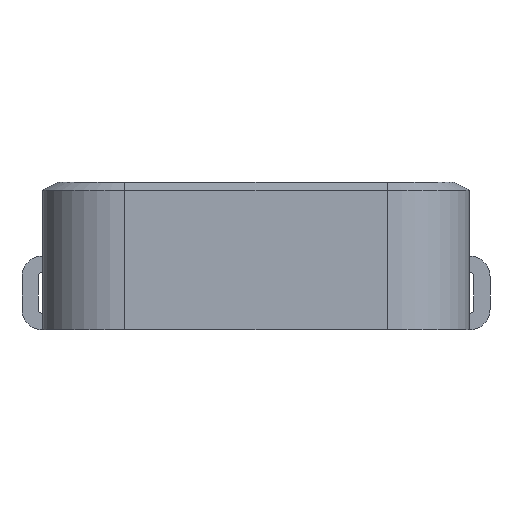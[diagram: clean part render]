
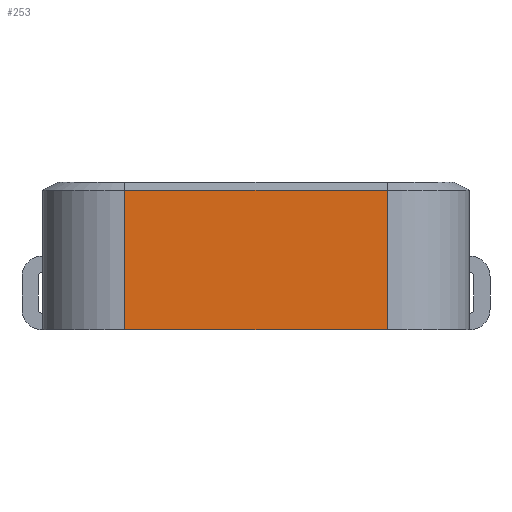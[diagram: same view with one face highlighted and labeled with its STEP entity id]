
A CAD part, front view. The second image highlights one B-rep face of the part: STEP entity #253.
In plain terms, the highlighted planar face has unit normal (0, -1, 0).
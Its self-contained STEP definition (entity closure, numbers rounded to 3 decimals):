
#253 = ADVANCED_FACE( '', ( #583 ), #584, .F. );
#583 = FACE_OUTER_BOUND( '', #1011, .T. );
#584 = PLANE( '', #1012 );
#1011 = EDGE_LOOP( '', ( #1627, #1628, #1629, #1630 ) );
#1012 = AXIS2_PLACEMENT_3D( '', #1631, #1632, #1633 );
#1627 = ORIENTED_EDGE( '', *, *, #2830, .T. );
#1628 = ORIENTED_EDGE( '', *, *, #2831, .T. );
#1629 = ORIENTED_EDGE( '', *, *, #2720, .T. );
#1630 = ORIENTED_EDGE( '', *, *, #2832, .T. );
#1631 = CARTESIAN_POINT( '', ( -2.6, -2.6, 1.8 ) );
#1632 = DIRECTION( '', ( 0., 1., 0. ) );
#1633 = DIRECTION( '', ( -1., 0., 0. ) );
#2720 = EDGE_CURVE( '', #3229, #3230, #3231, .T. );
#2830 = EDGE_CURVE( '', #3419, #3420, #3421, .F. );
#2831 = EDGE_CURVE( '', #3420, #3229, #3422, .T. );
#2832 = EDGE_CURVE( '', #3230, #3419, #3423, .T. );
#3229 = VERTEX_POINT( '', #4001 );
#3230 = VERTEX_POINT( '', #4002 );
#3231 = LINE( '', #4003, #4004 );
#3419 = VERTEX_POINT( '', #4395 );
#3420 = VERTEX_POINT( '', #4396 );
#3421 = LINE( '', #4397, #4398 );
#3422 = LINE( '', #4399, #4400 );
#3423 = LINE( '', #4401, #4402 );
#4001 = CARTESIAN_POINT( '', ( -1.6, -2.6, 1.7 ) );
#4002 = CARTESIAN_POINT( '', ( -1.6, -2.6, 0. ) );
#4003 = CARTESIAN_POINT( '', ( -1.6, -2.6, 1.8 ) );
#4004 = VECTOR( '', #5223, 1000. );
#4395 = CARTESIAN_POINT( '', ( 1.6, -2.6, 0. ) );
#4396 = CARTESIAN_POINT( '', ( 1.6, -2.6, 1.7 ) );
#4397 = CARTESIAN_POINT( '', ( 1.6, -2.6, 1.8 ) );
#4398 = VECTOR( '', #5273, 1000. );
#4399 = CARTESIAN_POINT( '', ( -1.6, -2.6, 1.7 ) );
#4400 = VECTOR( '', #5274, 1000. );
#4401 = CARTESIAN_POINT( '', ( -2.6, -2.6, 0. ) );
#4402 = VECTOR( '', #5275, 1000. );
#5223 = DIRECTION( '', ( 0., 0., -1. ) );
#5273 = DIRECTION( '', ( 0., 0., -1. ) );
#5274 = DIRECTION( '', ( -1., 0., 0. ) );
#5275 = DIRECTION( '', ( 1., 0., 0. ) );
